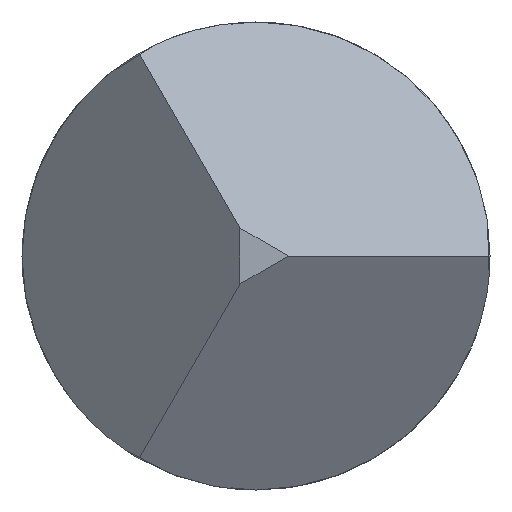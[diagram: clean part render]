
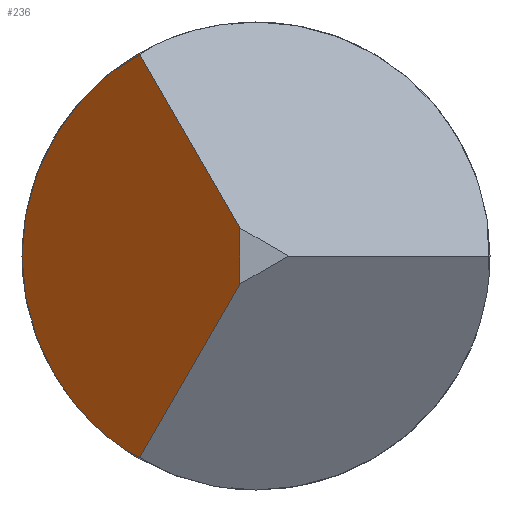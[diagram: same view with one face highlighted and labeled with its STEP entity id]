
A CAD part, left-side view. The second image highlights one B-rep face of the part: STEP entity #236.
In plain terms, the highlighted planar face has unit normal (-0.743, 0.669, 0).
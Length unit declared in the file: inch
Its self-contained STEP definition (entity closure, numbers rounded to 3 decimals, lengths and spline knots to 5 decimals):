
#5 = CARTESIAN_POINT ( 'NONE',  ( -0.437, 0.00125, -0.00217 ) ) ;
#21 = VERTEX_POINT ( 'NONE', #69 ) ;
#42 = EDGE_CURVE ( 'NONE', #250, #294, #443, .T. ) ;
#46 = VECTOR ( 'NONE', #73, 39.37008 ) ;
#56 = VECTOR ( 'NONE', #124, 39.37008 ) ;
#60 = ORIENTED_EDGE ( 'NONE', *, *, #42, .T. ) ;
#69 = CARTESIAN_POINT ( 'NONE',  ( -0.43002, 0.009, -0.01559 ) ) ;
#73 = DIRECTION ( 'NONE',  ( 0.411, 0.456, 0.79 ) ) ;
#102 = ORIENTED_EDGE ( 'NONE', *, *, #130, .T. ) ;
#124 = DIRECTION ( 'NONE',  ( 0., 0., 1. ) ) ;
#126 = LINE ( 'NONE', #225, #56 ) ;
#130 = EDGE_CURVE ( 'NONE', #239, #250, #126, .T. ) ;
#137 = DIRECTION ( 'NONE',  ( 0.669, 0.743, 0. ) ) ;
#147 = AXIS2_PLACEMENT_3D ( 'NONE', #276, #232, #137 ) ;
#157 = CARTESIAN_POINT ( 'NONE',  ( -0.43002, 0.009, 0.01559 ) ) ;
#158 = CARTESIAN_POINT ( 'NONE',  ( -0.43002, 0.009, 0.01559 ) ) ;
#165 = PLANE ( 'NONE',  #147 ) ;
#175 = DIRECTION ( 'NONE',  ( -0.411, -0.456, 0.79 ) ) ;
#179 = CARTESIAN_POINT ( 'NONE',  ( -0.437, 0.00125, 0.00217 ) ) ;
#192 = CARTESIAN_POINT ( 'NONE',  ( -0.41787, 0.0225, 0.00779 ) ) ;
#225 = CARTESIAN_POINT ( 'NONE',  ( -0.437, 0.00125, -0.018 ) ) ;
#232 = DIRECTION ( 'NONE',  ( 0.743, -0.669, 0. ) ) ;
#236 = ADVANCED_FACE ( 'NONE', ( #403 ), #165, .F. ) ;
#239 = VERTEX_POINT ( 'NONE', #5 ) ;
#244 = CARTESIAN_POINT ( 'NONE',  ( -0.43002, 0.009, -0.01559 ) ) ;
#250 = VERTEX_POINT ( 'NONE', #179 ) ;
#253 = CARTESIAN_POINT ( 'NONE',  ( -0.41787, 0.0225, -0.00779 ) ) ;
#265 = CARTESIAN_POINT ( 'NONE',  ( -0.42619, 0.01326, -0.02296 ) ) ;
#276 = CARTESIAN_POINT ( 'NONE',  ( -0.42192, 0.018, -0.018 ) ) ;
#291 = EDGE_LOOP ( 'NONE', ( #102, #60, #513, #434 ) ) ;
#294 = VERTEX_POINT ( 'NONE', #157 ) ;
#369 =( BOUNDED_CURVE ( )  B_SPLINE_CURVE ( 3, ( #158, #192, #253, #244 ),
 .UNSPECIFIED., .F., .T. ) 
 B_SPLINE_CURVE_WITH_KNOTS ( ( 4, 4 ),
 ( 5.23599, 7.33038 ),
 .UNSPECIFIED. ) 
 CURVE ( )  GEOMETRIC_REPRESENTATION_ITEM ( )  RATIONAL_B_SPLINE_CURVE ( ( 1., 0.667, 0.667, 1. ) ) 
 REPRESENTATION_ITEM ( '' )  );
#402 = LINE ( 'NONE', #265, #431 ) ;
#403 = FACE_OUTER_BOUND ( 'NONE', #291, .T. ) ;
#407 = CARTESIAN_POINT ( 'NONE',  ( -0.43786, 0.00029, 0.00051 ) ) ;
#431 = VECTOR ( 'NONE', #175, 39.37008 ) ;
#434 = ORIENTED_EDGE ( 'NONE', *, *, #544, .T. ) ;
#443 = LINE ( 'NONE', #407, #46 ) ;
#452 = EDGE_CURVE ( 'NONE', #294, #21, #369, .T. ) ;
#513 = ORIENTED_EDGE ( 'NONE', *, *, #452, .T. ) ;
#544 = EDGE_CURVE ( 'NONE', #21, #239, #402, .T. ) ;
